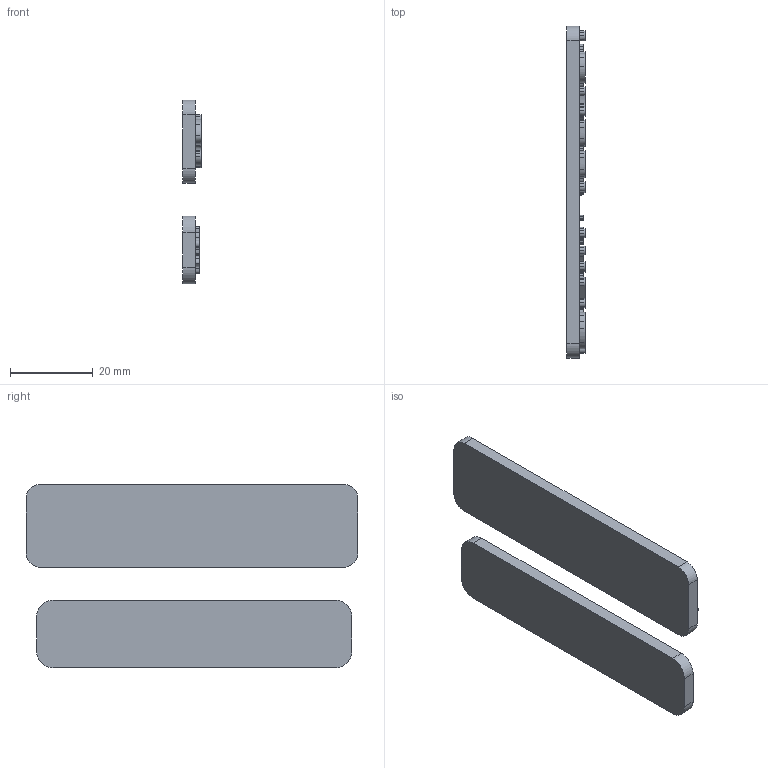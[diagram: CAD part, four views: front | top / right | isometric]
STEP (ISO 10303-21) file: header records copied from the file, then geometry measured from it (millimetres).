
FILE_DESCRIPTION(/* description */ (''),/* implementation_level */ '2;1');
FILE_NAME(/* name */ 'Skill Issue v5.stp',/* time_stamp */ '2025-09-12T00:20:06+02:00',/* author */ (''),/* organization */ (''),/* preprocessor_version */ 'ST-DEVELOPER v20.1',/* originating_system */ 'Autodesk Translation Framework v14.10.0.0',/* authorisation */ '');
FILE_SCHEMA (('AUTOMOTIVE_DESIGN { 1 0 10303 214 3 1 1 }'));
Length unit declared in the file: millimetre
Products named in the file (1): Skill Issue
Bounding box: 4.4 x 80 x 44.23 mm (x, y, z)
Volume: 9100.3 mm3; surface area: 7710.6 mm2
Topology: 2 solids, 2 shells, 853 faces, 2436 edges, 1624 vertices
Faces by surface type: bspline 775, plane 70, cylinder 8
Entity records: 30007 total; most frequent: CARTESIAN_POINT 14080, ORIENTED_EDGE 4872, EDGE_CURVE 2436, VERTEX_POINT 1624, DIRECTION 1124, B_SPLINE_CURVE_WITH_KNOTS 982, EDGE_LOOP 890, LINE 870
